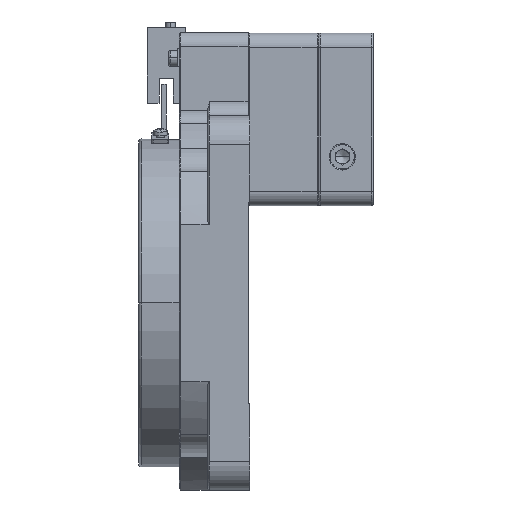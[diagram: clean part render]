
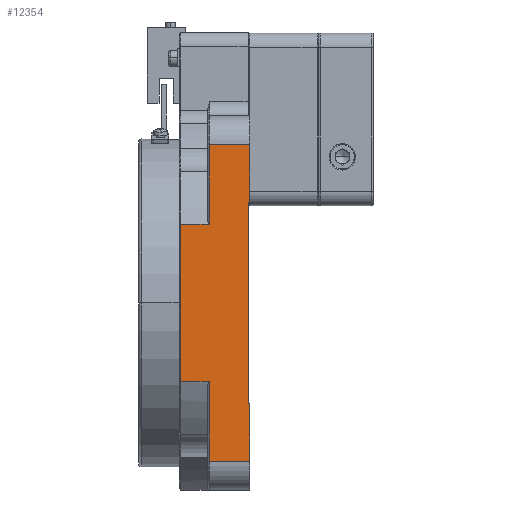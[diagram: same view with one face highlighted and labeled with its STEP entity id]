
A CAD part, left-side view. The second image highlights one B-rep face of the part: STEP entity #12354.
In plain terms, the highlighted planar face has unit normal (-1, 0, 0).
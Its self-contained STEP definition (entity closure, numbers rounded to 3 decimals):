
#399 = CARTESIAN_POINT ( 'NONE',  ( -65., 23.5, 27.299 ) ) ;
#431 = AXIS2_PLACEMENT_3D ( 'NONE', #24138, #35294, #10218 ) ;
#552 = VERTEX_POINT ( 'NONE', #34039 ) ;
#1679 = DIRECTION ( 'NONE',  ( 0., 0., -1. ) ) ;
#1805 = FACE_OUTER_BOUND ( 'NONE', #2457, .T. ) ;
#1862 = CARTESIAN_POINT ( 'NONE',  ( -65., 0., 55. ) ) ;
#2214 = VECTOR ( 'NONE', #4087, 1000. ) ;
#2365 = ORIENTED_EDGE ( 'NONE', *, *, #14380, .F. ) ;
#2457 = EDGE_LOOP ( 'NONE', ( #18394, #33892, #8976, #2624, #21294, #2365, #17218, #28664, #19155, #35669, #18081, #10474 ) ) ;
#2528 = CARTESIAN_POINT ( 'NONE',  ( -65., -0.5, 35. ) ) ;
#2624 = ORIENTED_EDGE ( 'NONE', *, *, #11889, .T. ) ;
#3069 = DIRECTION ( 'NONE',  ( 0., -1., 0. ) ) ;
#4087 = DIRECTION ( 'NONE',  ( 0., 0., -1. ) ) ;
#4484 = CARTESIAN_POINT ( 'NONE',  ( -65., -0.5, -35. ) ) ;
#4969 = VECTOR ( 'NONE', #3069, 1000. ) ;
#5214 = EDGE_CURVE ( 'NONE', #10039, #14190, #29567, .T. ) ;
#5554 = LINE ( 'NONE', #16747, #20394 ) ;
#5744 = CARTESIAN_POINT ( 'NONE',  ( -65., -0.5, -35. ) ) ;
#6021 = DIRECTION ( 'NONE',  ( 0., -1., 0. ) ) ;
#7172 = LINE ( 'NONE', #18356, #34363 ) ;
#8404 = VERTEX_POINT ( 'NONE', #31337 ) ;
#8756 = CARTESIAN_POINT ( 'NONE',  ( -65., 13.5, -55. ) ) ;
#8976 = ORIENTED_EDGE ( 'NONE', *, *, #16643, .T. ) ;
#10039 = VERTEX_POINT ( 'NONE', #5744 ) ;
#10218 = DIRECTION ( 'NONE',  ( 0., 0., -1. ) ) ;
#10474 = ORIENTED_EDGE ( 'NONE', *, *, #28995, .T. ) ;
#11023 = DIRECTION ( 'NONE',  ( 0., -1., 0. ) ) ;
#11218 = VECTOR ( 'NONE', #36253, 1000. ) ;
#11404 = CARTESIAN_POINT ( 'NONE',  ( -65., -0.5, 55. ) ) ;
#11499 = CARTESIAN_POINT ( 'NONE',  ( -65., 23.5, -27.299 ) ) ;
#11889 = EDGE_CURVE ( 'NONE', #21082, #25470, #15577, .T. ) ;
#12354 = ADVANCED_FACE ( 'NONE', ( #1805 ), #12986, .F. ) ;
#12487 = EDGE_CURVE ( 'NONE', #8404, #13760, #27608, .T. ) ;
#12986 = PLANE ( 'NONE',  #431 ) ;
#13040 = DIRECTION ( 'NONE',  ( 0., 0., 1. ) ) ;
#13646 = LINE ( 'NONE', #24802, #23234 ) ;
#13695 = DIRECTION ( 'NONE',  ( 0., 1., 0. ) ) ;
#13760 = VERTEX_POINT ( 'NONE', #36024 ) ;
#13932 = LINE ( 'NONE', #25097, #11218 ) ;
#14190 = VERTEX_POINT ( 'NONE', #19348 ) ;
#14380 = EDGE_CURVE ( 'NONE', #10039, #552, #18029, .T. ) ;
#14631 = VERTEX_POINT ( 'NONE', #399 ) ;
#15577 = LINE ( 'NONE', #26742, #27872 ) ;
#15658 = VECTOR ( 'NONE', #13695, 1000. ) ;
#15678 = DIRECTION ( 'NONE',  ( 0., 1., 0. ) ) ;
#16643 = EDGE_CURVE ( 'NONE', #33026, #21082, #13932, .T. ) ;
#16747 = CARTESIAN_POINT ( 'NONE',  ( -65., 13.5, 55. ) ) ;
#16995 = LINE ( 'NONE', #28148, #4969 ) ;
#17218 = ORIENTED_EDGE ( 'NONE', *, *, #5214, .T. ) ;
#17430 = VERTEX_POINT ( 'NONE', #11404 ) ;
#18029 = LINE ( 'NONE', #29182, #2214 ) ;
#18081 = ORIENTED_EDGE ( 'NONE', *, *, #21030, .F. ) ;
#18356 = CARTESIAN_POINT ( 'NONE',  ( -65., 23.5, -27.299 ) ) ;
#18394 = ORIENTED_EDGE ( 'NONE', *, *, #19132, .F. ) ;
#19132 = EDGE_CURVE ( 'NONE', #14631, #29798, #19979, .T. ) ;
#19155 = ORIENTED_EDGE ( 'NONE', *, *, #12487, .F. ) ;
#19348 = CARTESIAN_POINT ( 'NONE',  ( -65., 0., -35. ) ) ;
#19979 = LINE ( 'NONE', #31123, #23841 ) ;
#20394 = VECTOR ( 'NONE', #27915, 1000. ) ;
#21030 = EDGE_CURVE ( 'NONE', #24428, #17430, #24922, .T. ) ;
#21082 = VERTEX_POINT ( 'NONE', #30938 ) ;
#21294 = ORIENTED_EDGE ( 'NONE', *, *, #21510, .T. ) ;
#21510 = EDGE_CURVE ( 'NONE', #25470, #552, #16995, .T. ) ;
#22472 = CARTESIAN_POINT ( 'NONE',  ( -65., 13.5, 27.299 ) ) ;
#23234 = VECTOR ( 'NONE', #35964, 1000. ) ;
#23841 = VECTOR ( 'NONE', #6021, 1000. ) ;
#24138 = CARTESIAN_POINT ( 'NONE',  ( -65., 14., 55. ) ) ;
#24428 = VERTEX_POINT ( 'NONE', #35403 ) ;
#24802 = CARTESIAN_POINT ( 'NONE',  ( -65., -0.5, 35. ) ) ;
#24922 = LINE ( 'NONE', #36088, #27255 ) ;
#25097 = CARTESIAN_POINT ( 'NONE',  ( -65., 19.7, -27.299 ) ) ;
#25470 = VERTEX_POINT ( 'NONE', #8756 ) ;
#26742 = CARTESIAN_POINT ( 'NONE',  ( -65., 13.5, 55. ) ) ;
#26929 = LINE ( 'NONE', #1862, #28575 ) ;
#27255 = VECTOR ( 'NONE', #11023, 1000. ) ;
#27608 = LINE ( 'NONE', #2528, #15658 ) ;
#27872 = VECTOR ( 'NONE', #1679, 1000. ) ;
#27915 = DIRECTION ( 'NONE',  ( 0., 0., -1. ) ) ;
#28148 = CARTESIAN_POINT ( 'NONE',  ( -65., 14., -55. ) ) ;
#28575 = VECTOR ( 'NONE', #13040, 1000. ) ;
#28664 = ORIENTED_EDGE ( 'NONE', *, *, #30887, .T. ) ;
#28995 = EDGE_CURVE ( 'NONE', #24428, #29798, #5554, .T. ) ;
#29182 = CARTESIAN_POINT ( 'NONE',  ( -65., -0.5, -55. ) ) ;
#29379 = VECTOR ( 'NONE', #15678, 1000. ) ;
#29510 = DIRECTION ( 'NONE',  ( 0., 0., -1. ) ) ;
#29567 = LINE ( 'NONE', #4484, #29379 ) ;
#29798 = VERTEX_POINT ( 'NONE', #22472 ) ;
#30887 = EDGE_CURVE ( 'NONE', #14190, #13760, #26929, .T. ) ;
#30938 = CARTESIAN_POINT ( 'NONE',  ( -65., 13.5, -27.299 ) ) ;
#31123 = CARTESIAN_POINT ( 'NONE',  ( -65., 19.7, 27.299 ) ) ;
#31337 = CARTESIAN_POINT ( 'NONE',  ( -65., -0.5, 35. ) ) ;
#33026 = VERTEX_POINT ( 'NONE', #11499 ) ;
#33892 = ORIENTED_EDGE ( 'NONE', *, *, #35263, .T. ) ;
#34039 = CARTESIAN_POINT ( 'NONE',  ( -65., -0.5, -55. ) ) ;
#34363 = VECTOR ( 'NONE', #29510, 1000. ) ;
#34951 = EDGE_CURVE ( 'NONE', #17430, #8404, #13646, .T. ) ;
#35263 = EDGE_CURVE ( 'NONE', #14631, #33026, #7172, .T. ) ;
#35294 = DIRECTION ( 'NONE',  ( 1., 0., 0. ) ) ;
#35403 = CARTESIAN_POINT ( 'NONE',  ( -65., 13.5, 55. ) ) ;
#35669 = ORIENTED_EDGE ( 'NONE', *, *, #34951, .F. ) ;
#35964 = DIRECTION ( 'NONE',  ( 0., 0., -1. ) ) ;
#36024 = CARTESIAN_POINT ( 'NONE',  ( -65., 0., 35. ) ) ;
#36088 = CARTESIAN_POINT ( 'NONE',  ( -65., 14., 55. ) ) ;
#36253 = DIRECTION ( 'NONE',  ( 0., -1., 0. ) ) ;
